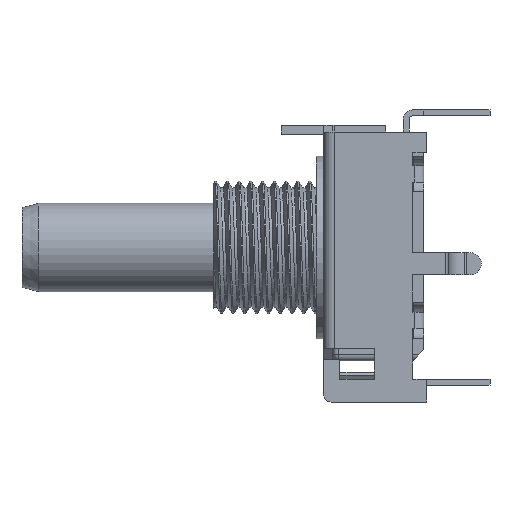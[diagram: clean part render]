
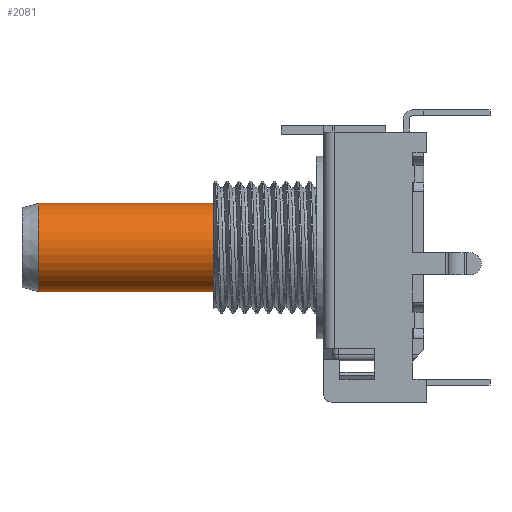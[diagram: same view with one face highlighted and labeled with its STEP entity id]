
A CAD part, left-side view. The second image highlights one B-rep face of the part: STEP entity #2081.
In plain terms, the highlighted cylindrical face has radius 3 mm (diameter 6 mm), a partial arc.
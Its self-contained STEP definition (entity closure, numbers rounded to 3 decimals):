
#67 = VERTEX_POINT ( 'NONE', #9491 ) ;
#135 = ORIENTED_EDGE ( 'NONE', *, *, #8736, .T. ) ;
#728 = EDGE_CURVE ( 'NONE', #10586, #14841, #1617, .T. ) ;
#840 = CARTESIAN_POINT ( 'NONE',  ( 0., 14.5, 4.1 ) ) ;
#1107 = DIRECTION ( 'NONE',  ( 0., 0., 1. ) ) ;
#1201 = EDGE_CURVE ( 'NONE', #11117, #10586, #2351, .T. ) ;
#1617 = CIRCLE ( 'NONE', #6456, 3. ) ;
#1983 = VECTOR ( 'NONE', #11139, 1000. ) ;
#2081 = ADVANCED_FACE ( 'NONE', ( #2319 ), #14715, .T. ) ;
#2115 = DIRECTION ( 'NONE',  ( 0., 0., -1. ) ) ;
#2319 = FACE_OUTER_BOUND ( 'NONE', #5319, .T. ) ;
#2351 = LINE ( 'NONE', #10044, #1983 ) ;
#2582 = CARTESIAN_POINT ( 'NONE',  ( 0., 26.38, -1.9 ) ) ;
#2631 = DIRECTION ( 'NONE',  ( 0., -1., 0. ) ) ;
#3868 = ORIENTED_EDGE ( 'NONE', *, *, #11146, .F. ) ;
#5319 = EDGE_LOOP ( 'NONE', ( #3868, #135, #13276, #5667 ) ) ;
#5667 = ORIENTED_EDGE ( 'NONE', *, *, #728, .T. ) ;
#6456 = AXIS2_PLACEMENT_3D ( 'NONE', #11402, #12484, #12338 ) ;
#6669 = LINE ( 'NONE', #8229, #12756 ) ;
#6859 = AXIS2_PLACEMENT_3D ( 'NONE', #13531, #7889, #2115 ) ;
#7889 = DIRECTION ( 'NONE',  ( 0., -1., 0. ) ) ;
#8229 = CARTESIAN_POINT ( 'NONE',  ( 0., 55.985, 4.1 ) ) ;
#8736 = EDGE_CURVE ( 'NONE', #67, #11117, #9514, .T. ) ;
#9491 = CARTESIAN_POINT ( 'NONE',  ( 0., 26.38, 4.1 ) ) ;
#9514 = CIRCLE ( 'NONE', #11530, 3. ) ;
#10044 = CARTESIAN_POINT ( 'NONE',  ( 0., 55.985, -1.9 ) ) ;
#10537 = CARTESIAN_POINT ( 'NONE',  ( 0., 26.38, 1.1 ) ) ;
#10586 = VERTEX_POINT ( 'NONE', #12941 ) ;
#11117 = VERTEX_POINT ( 'NONE', #2582 ) ;
#11139 = DIRECTION ( 'NONE',  ( 0., -1., 0. ) ) ;
#11146 = EDGE_CURVE ( 'NONE', #67, #14841, #6669, .T. ) ;
#11402 = CARTESIAN_POINT ( 'NONE',  ( 0., 14.5, 1.1 ) ) ;
#11530 = AXIS2_PLACEMENT_3D ( 'NONE', #10537, #14899, #1107 ) ;
#12338 = DIRECTION ( 'NONE',  ( 0., 0., 1. ) ) ;
#12484 = DIRECTION ( 'NONE',  ( 0., 1., 0. ) ) ;
#12756 = VECTOR ( 'NONE', #2631, 1000. ) ;
#12941 = CARTESIAN_POINT ( 'NONE',  ( 0., 14.5, -1.9 ) ) ;
#13276 = ORIENTED_EDGE ( 'NONE', *, *, #1201, .T. ) ;
#13531 = CARTESIAN_POINT ( 'NONE',  ( 0., 55.985, 1.1 ) ) ;
#14715 = CYLINDRICAL_SURFACE ( 'NONE', #6859, 3. ) ;
#14841 = VERTEX_POINT ( 'NONE', #840 ) ;
#14899 = DIRECTION ( 'NONE',  ( 0., -1., 0. ) ) ;
